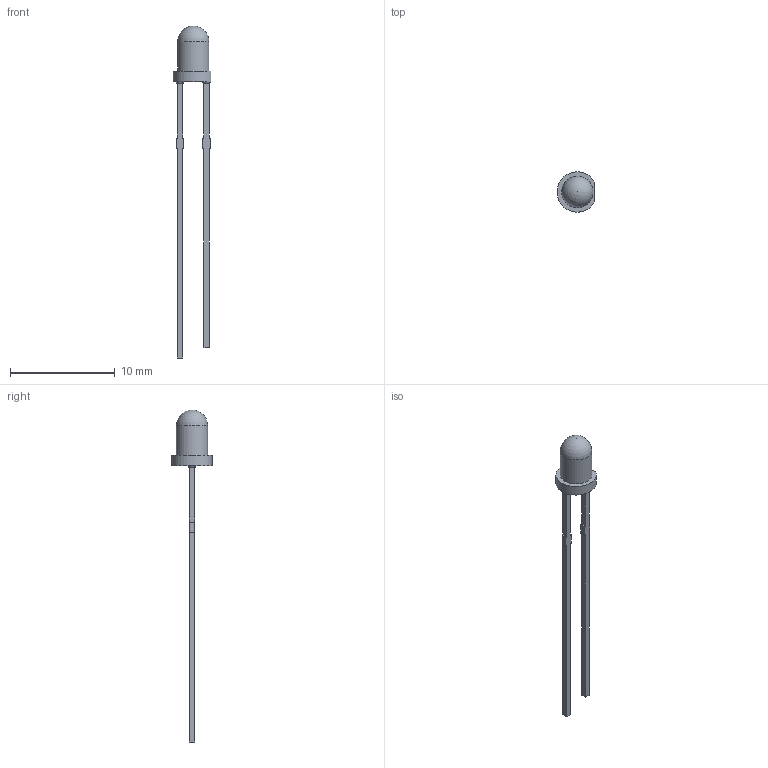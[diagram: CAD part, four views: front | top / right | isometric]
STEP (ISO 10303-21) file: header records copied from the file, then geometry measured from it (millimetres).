
FILE_DESCRIPTION(/* description */ ('Unknown'),/* implementation_level */ '2;1');
FILE_NAME(/* name */ '1540039xAxx94',/* time_stamp */ '2018-05-16T12:44:31+02:00',/* author */ ('Unknown'),/* organization */ ('Unknown'),/* preprocessor_version */ 'ST-DEVELOPER v16.7',/* originating_system */ 'DEX',/* authorisation */ $);
FILE_SCHEMA (('AUTOMOTIVE_DESIGN {1 0 10303 214 3 1 1}'));
Length unit declared in the file: millimetre
Products named in the file (1): 1540039xAxx94
Bounding box: 3.59 x 3.85 x 31.7 mm (x, y, z)
Volume: 51.4 mm3; surface area: 172.7 mm2
Topology: 1 solids, 1 shells, 34 faces, 91 edges, 61 vertices
Faces by surface type: plane 29, sphere 3, cylinder 2
Full cylindrical faces by diameter (mm): 3 x1
Entity records: 1267 total; most frequent: CARTESIAN_POINT 173, DIRECTION 166, ORIENTED_EDGE 164, EDGE_CURVE 82, LINE 68, VECTOR 68, VERTEX_POINT 56, AXIS2_PLACEMENT_3D 49
